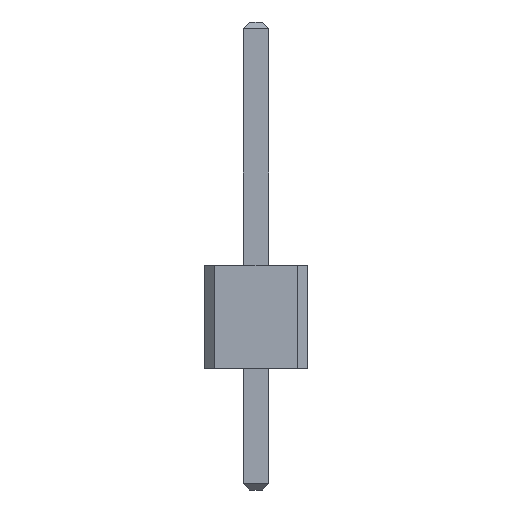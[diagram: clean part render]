
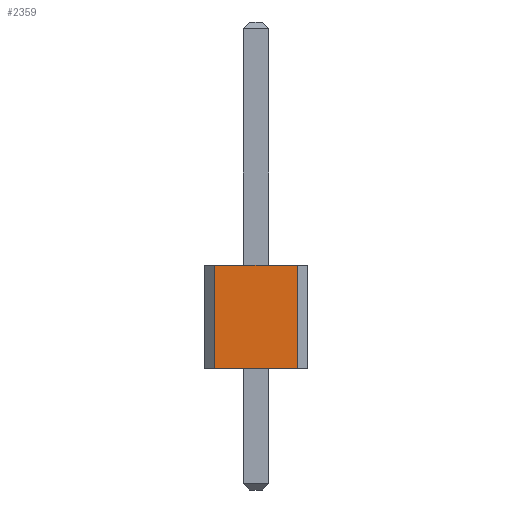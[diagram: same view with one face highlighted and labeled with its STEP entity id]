
A CAD part, front view. The second image highlights one B-rep face of the part: STEP entity #2359.
In plain terms, the highlighted planar face has unit normal (0, -1, 0).
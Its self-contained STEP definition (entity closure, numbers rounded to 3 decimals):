
#62=FACE_OUTER_BOUND('',#202,.T.);
#202=EDGE_LOOP('',(#1692,#1693,#1694,#1695));
#318=LINE('',#3224,#632);
#380=LINE('',#3347,#694);
#445=LINE('',#3476,#759);
#447=LINE('',#3480,#761);
#632=VECTOR('',#2629,1.);
#694=VECTOR('',#2693,1.);
#759=VECTOR('',#2822,1.);
#761=VECTOR('',#2828,1.);
#944=VERTEX_POINT('',#3221);
#945=VERTEX_POINT('',#3223);
#1004=VERTEX_POINT('',#3344);
#1005=VERTEX_POINT('',#3346);
#1142=EDGE_CURVE('',#945,#944,#318,.T.);
#1204=EDGE_CURVE('',#1004,#1005,#380,.T.);
#1269=EDGE_CURVE('',#945,#1004,#445,.T.);
#1271=EDGE_CURVE('',#944,#1005,#447,.T.);
#1692=ORIENTED_EDGE('',*,*,#1269,.F.);
#1693=ORIENTED_EDGE('',*,*,#1142,.T.);
#1694=ORIENTED_EDGE('',*,*,#1271,.T.);
#1695=ORIENTED_EDGE('',*,*,#1204,.F.);
#2098=PLANE('',#2503);
#2359=ADVANCED_FACE('',(#62),#2098,.F.);
#2503=AXIS2_PLACEMENT_3D('',#3479,#2826,#2827);
#2629=DIRECTION('',(1.,0.,0.));
#2693=DIRECTION('',(1.,0.,0.));
#2822=DIRECTION('',(0.,0.,1.));
#2826=DIRECTION('center_axis',(0.,1.,0.));
#2827=DIRECTION('ref_axis',(1.,0.,0.));
#2828=DIRECTION('',(0.,0.,1.));
#3221=CARTESIAN_POINT('',(1.016,-13.97,0.));
#3223=CARTESIAN_POINT('',(-1.016,-13.97,0.));
#3224=CARTESIAN_POINT('',(-1.016,-13.97,0.));
#3344=CARTESIAN_POINT('',(-1.016,-13.97,2.54));
#3346=CARTESIAN_POINT('',(1.016,-13.97,2.54));
#3347=CARTESIAN_POINT('',(-1.016,-13.97,2.54));
#3476=CARTESIAN_POINT('',(-1.016,-13.97,0.));
#3479=CARTESIAN_POINT('Origin',(-1.016,-13.97,0.));
#3480=CARTESIAN_POINT('',(1.016,-13.97,0.));
